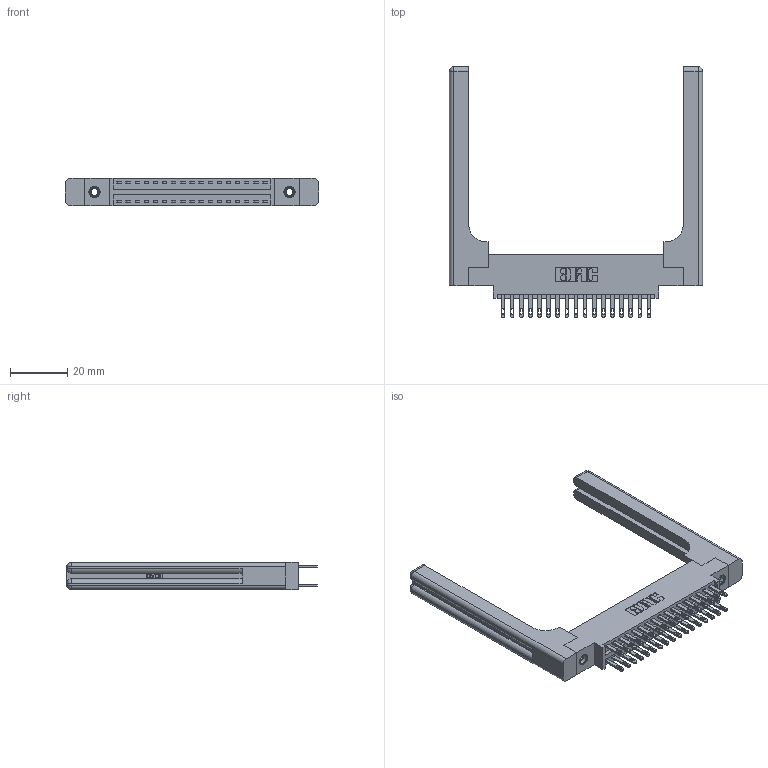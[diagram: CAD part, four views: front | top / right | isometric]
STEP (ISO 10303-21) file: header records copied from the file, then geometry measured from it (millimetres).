
FILE_DESCRIPTION (( 'STEP AP203' ), '1' );
FILE_NAME ('346-034-500-858.STEP', '2022-05-19T19:04:42', ( '' ), ( '' ), 'SwSTEP 2.0', 'SolidWorks 2020', '' );
FILE_SCHEMA (( 'CONFIG_CONTROL_DESIGN' ));
Length unit declared in the file: inch
Products named in the file (5): 346-034-500-858; 346-220-058_345-220-058; 345-292-001_345-293-100; 346 Part_0.170 Offset - 0.156 Dia-TH; 345-250-001_345-250-001-102
Assembly tree (39 placements, depth 2):
  346-034-500-858
    346 Part_0.170 Offset - 0.156 Dia-TH
    345-292-001_345-293-100  x34
    345-250-001_345-250-001-102  x2
    346-220-058_345-220-058  x2
Bounding box: 88.04 x 87.12 x 9.4 mm (x, y, z)
Volume: 15815.9 mm3; surface area: 16588.6 mm2
Topology: 39 solids, 39 shells, 2028 faces, 6041 edges, 4006 vertices
Faces by surface type: plane 1228, cylinder 740, bspline 36, cone 12, sphere 8, torus 4
Entity records: 20120 total; most frequent: CARTESIAN_POINT 4363, ORIENTED_EDGE 3092, DIRECTION 2830, EDGE_CURVE 1546, VECTOR 1250, LINE 1250, VERTEX_POINT 1022, AXIS2_PLACEMENT_3D 790
